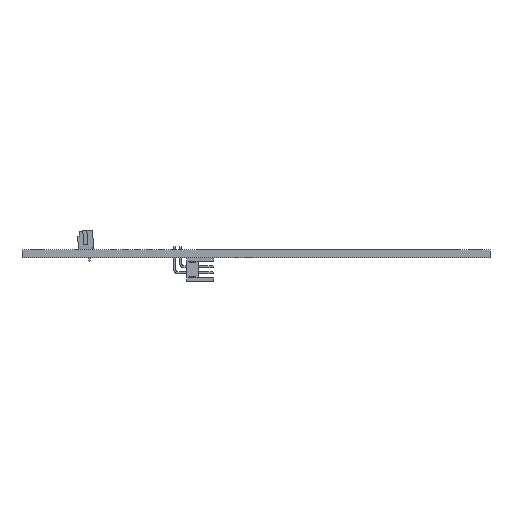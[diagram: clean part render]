
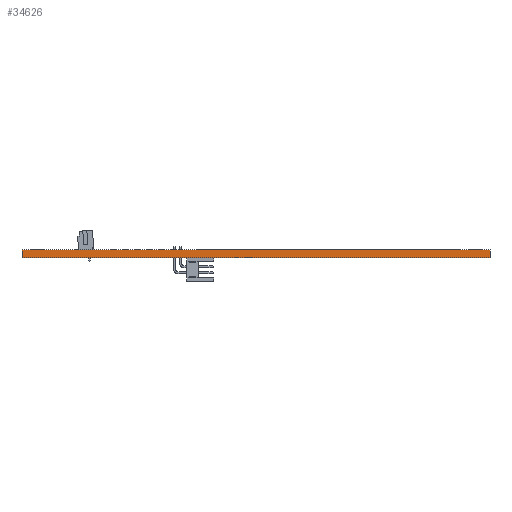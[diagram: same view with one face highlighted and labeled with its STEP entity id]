
A CAD part, left-side view. The second image highlights one B-rep face of the part: STEP entity #34626.
In plain terms, the highlighted planar face has unit normal (-1, 0, 0).
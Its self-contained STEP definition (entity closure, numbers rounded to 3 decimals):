
#34510 = EDGE_CURVE('',#34511,#34513,#34515,.T.);
#34511 = VERTEX_POINT('',#34512);
#34512 = CARTESIAN_POINT('',(36.,-141.,0.));
#34513 = VERTEX_POINT('',#34514);
#34514 = CARTESIAN_POINT('',(36.,-141.,1.6));
#34515 = SURFACE_CURVE('',#34516,(#34520,#34532),.PCURVE_S1.);
#34516 = LINE('',#34517,#34518);
#34517 = CARTESIAN_POINT('',(36.,-141.,0.));
#34518 = VECTOR('',#34519,1.);
#34519 = DIRECTION('',(0.,0.,1.));
#34520 = PCURVE('',#34521,#34526);
#34521 = PLANE('',#34522);
#34522 = AXIS2_PLACEMENT_3D('',#34523,#34524,#34525);
#34523 = CARTESIAN_POINT('',(36.,-141.,0.));
#34524 = DIRECTION('',(0.,1.,0.));
#34525 = DIRECTION('',(1.,0.,0.));
#34526 = DEFINITIONAL_REPRESENTATION('',(#34527),#34531);
#34527 = LINE('',#34528,#34529);
#34528 = CARTESIAN_POINT('',(0.,0.));
#34529 = VECTOR('',#34530,1.);
#34530 = DIRECTION('',(0.,-1.));
#34531 = ( GEOMETRIC_REPRESENTATION_CONTEXT(2) 
PARAMETRIC_REPRESENTATION_CONTEXT() REPRESENTATION_CONTEXT('2D SPACE',''
  ) );
#34532 = PCURVE('',#34533,#34538);
#34533 = PLANE('',#34534);
#34534 = AXIS2_PLACEMENT_3D('',#34535,#34536,#34537);
#34535 = CARTESIAN_POINT('',(36.,-239.,0.));
#34536 = DIRECTION('',(-1.,0.,0.));
#34537 = DIRECTION('',(0.,1.,0.));
#34538 = DEFINITIONAL_REPRESENTATION('',(#34539),#34543);
#34539 = LINE('',#34540,#34541);
#34540 = CARTESIAN_POINT('',(98.,0.));
#34541 = VECTOR('',#34542,1.);
#34542 = DIRECTION('',(0.,-1.));
#34543 = ( GEOMETRIC_REPRESENTATION_CONTEXT(2) 
PARAMETRIC_REPRESENTATION_CONTEXT() REPRESENTATION_CONTEXT('2D SPACE',''
  ) );
#34561 = PLANE('',#34562);
#34562 = AXIS2_PLACEMENT_3D('',#34563,#34564,#34565);
#34563 = CARTESIAN_POINT('',(77.3,-190.,1.6));
#34564 = DIRECTION('',(0.,0.,-1.));
#34565 = DIRECTION('',(-1.,0.,0.));
#34615 = PLANE('',#34616);
#34616 = AXIS2_PLACEMENT_3D('',#34617,#34618,#34619);
#34617 = CARTESIAN_POINT('',(77.3,-190.,0.));
#34618 = DIRECTION('',(0.,0.,-1.));
#34619 = DIRECTION('',(-1.,0.,0.));
#34626 = ADVANCED_FACE('',(#34627),#34533,.T.);
#34627 = FACE_BOUND('',#34628,.T.);
#34628 = EDGE_LOOP('',(#34629,#34659,#34680,#34681));
#34629 = ORIENTED_EDGE('',*,*,#34630,.T.);
#34630 = EDGE_CURVE('',#34631,#34633,#34635,.T.);
#34631 = VERTEX_POINT('',#34632);
#34632 = CARTESIAN_POINT('',(36.,-239.,0.));
#34633 = VERTEX_POINT('',#34634);
#34634 = CARTESIAN_POINT('',(36.,-239.,1.6));
#34635 = SURFACE_CURVE('',#34636,(#34640,#34647),.PCURVE_S1.);
#34636 = LINE('',#34637,#34638);
#34637 = CARTESIAN_POINT('',(36.,-239.,0.));
#34638 = VECTOR('',#34639,1.);
#34639 = DIRECTION('',(0.,0.,1.));
#34640 = PCURVE('',#34533,#34641);
#34641 = DEFINITIONAL_REPRESENTATION('',(#34642),#34646);
#34642 = LINE('',#34643,#34644);
#34643 = CARTESIAN_POINT('',(0.,0.));
#34644 = VECTOR('',#34645,1.);
#34645 = DIRECTION('',(0.,-1.));
#34646 = ( GEOMETRIC_REPRESENTATION_CONTEXT(2) 
PARAMETRIC_REPRESENTATION_CONTEXT() REPRESENTATION_CONTEXT('2D SPACE',''
  ) );
#34647 = PCURVE('',#34648,#34653);
#34648 = PLANE('',#34649);
#34649 = AXIS2_PLACEMENT_3D('',#34650,#34651,#34652);
#34650 = CARTESIAN_POINT('',(118.6,-239.,0.));
#34651 = DIRECTION('',(0.,-1.,0.));
#34652 = DIRECTION('',(-1.,0.,0.));
#34653 = DEFINITIONAL_REPRESENTATION('',(#34654),#34658);
#34654 = LINE('',#34655,#34656);
#34655 = CARTESIAN_POINT('',(82.6,0.));
#34656 = VECTOR('',#34657,1.);
#34657 = DIRECTION('',(0.,-1.));
#34658 = ( GEOMETRIC_REPRESENTATION_CONTEXT(2) 
PARAMETRIC_REPRESENTATION_CONTEXT() REPRESENTATION_CONTEXT('2D SPACE',''
  ) );
#34659 = ORIENTED_EDGE('',*,*,#34660,.T.);
#34660 = EDGE_CURVE('',#34633,#34513,#34661,.T.);
#34661 = SURFACE_CURVE('',#34662,(#34666,#34673),.PCURVE_S1.);
#34662 = LINE('',#34663,#34664);
#34663 = CARTESIAN_POINT('',(36.,-239.,1.6));
#34664 = VECTOR('',#34665,1.);
#34665 = DIRECTION('',(0.,1.,0.));
#34666 = PCURVE('',#34533,#34667);
#34667 = DEFINITIONAL_REPRESENTATION('',(#34668),#34672);
#34668 = LINE('',#34669,#34670);
#34669 = CARTESIAN_POINT('',(0.,-1.6));
#34670 = VECTOR('',#34671,1.);
#34671 = DIRECTION('',(1.,0.));
#34672 = ( GEOMETRIC_REPRESENTATION_CONTEXT(2) 
PARAMETRIC_REPRESENTATION_CONTEXT() REPRESENTATION_CONTEXT('2D SPACE',''
  ) );
#34673 = PCURVE('',#34561,#34674);
#34674 = DEFINITIONAL_REPRESENTATION('',(#34675),#34679);
#34675 = LINE('',#34676,#34677);
#34676 = CARTESIAN_POINT('',(41.3,-49.));
#34677 = VECTOR('',#34678,1.);
#34678 = DIRECTION('',(0.,1.));
#34679 = ( GEOMETRIC_REPRESENTATION_CONTEXT(2) 
PARAMETRIC_REPRESENTATION_CONTEXT() REPRESENTATION_CONTEXT('2D SPACE',''
  ) );
#34680 = ORIENTED_EDGE('',*,*,#34510,.F.);
#34681 = ORIENTED_EDGE('',*,*,#34682,.F.);
#34682 = EDGE_CURVE('',#34631,#34511,#34683,.T.);
#34683 = SURFACE_CURVE('',#34684,(#34688,#34695),.PCURVE_S1.);
#34684 = LINE('',#34685,#34686);
#34685 = CARTESIAN_POINT('',(36.,-239.,0.));
#34686 = VECTOR('',#34687,1.);
#34687 = DIRECTION('',(0.,1.,0.));
#34688 = PCURVE('',#34533,#34689);
#34689 = DEFINITIONAL_REPRESENTATION('',(#34690),#34694);
#34690 = LINE('',#34691,#34692);
#34691 = CARTESIAN_POINT('',(0.,0.));
#34692 = VECTOR('',#34693,1.);
#34693 = DIRECTION('',(1.,0.));
#34694 = ( GEOMETRIC_REPRESENTATION_CONTEXT(2) 
PARAMETRIC_REPRESENTATION_CONTEXT() REPRESENTATION_CONTEXT('2D SPACE',''
  ) );
#34695 = PCURVE('',#34615,#34696);
#34696 = DEFINITIONAL_REPRESENTATION('',(#34697),#34701);
#34697 = LINE('',#34698,#34699);
#34698 = CARTESIAN_POINT('',(41.3,-49.));
#34699 = VECTOR('',#34700,1.);
#34700 = DIRECTION('',(0.,1.));
#34701 = ( GEOMETRIC_REPRESENTATION_CONTEXT(2) 
PARAMETRIC_REPRESENTATION_CONTEXT() REPRESENTATION_CONTEXT('2D SPACE',''
  ) );
